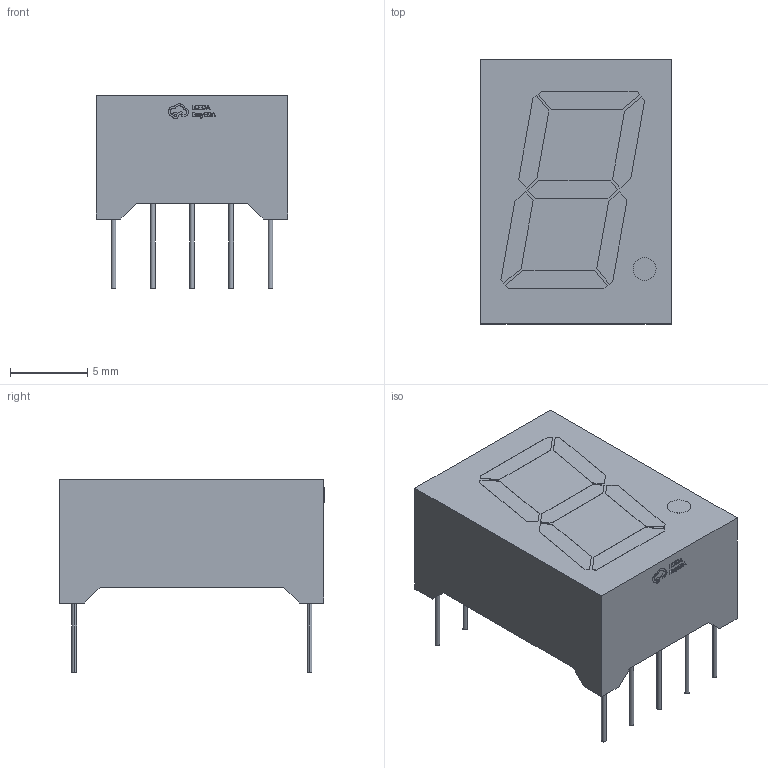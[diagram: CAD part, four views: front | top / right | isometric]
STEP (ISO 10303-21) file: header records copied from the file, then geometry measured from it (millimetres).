
FILE_DESCRIPTION (( 'STEP AP214' ), '1' );
FILE_NAME ('LED-SEG-TH_10P-L17.1-W12.4-P2.54-D0.3-LS15.24.STEP', '2024-04-11T11:35:24', ( 'User' ), ( 'China' ), 'SwSTEP 2.0', 'SolidWorks 2020', '' );
FILE_SCHEMA (( 'AUTOMOTIVE_DESIGN' ));
Length unit declared in the file: millimetre
Products named in the file (1): LED-SEG-TH_10P-L17.1-W12.4-P2.54-D0.3-LS15.24
Bounding box: 12.4 x 17.11 x 12.5 mm (x, y, z)
Volume: 1495.1 mm3; surface area: 921.4 mm2
Topology: 1 solids, 1 shells, 332 faces, 879 edges, 586 vertices
Faces by surface type: plane 212, bspline 98, cylinder 22
Entity records: 13833 total; most frequent: CARTESIAN_POINT 3104, ORIENTED_EDGE 1758, DIRECTION 1193, EDGE_CURVE 879, VECTOR 635, LINE 635, VERTEX_POINT 586, EDGE_LOOP 369
